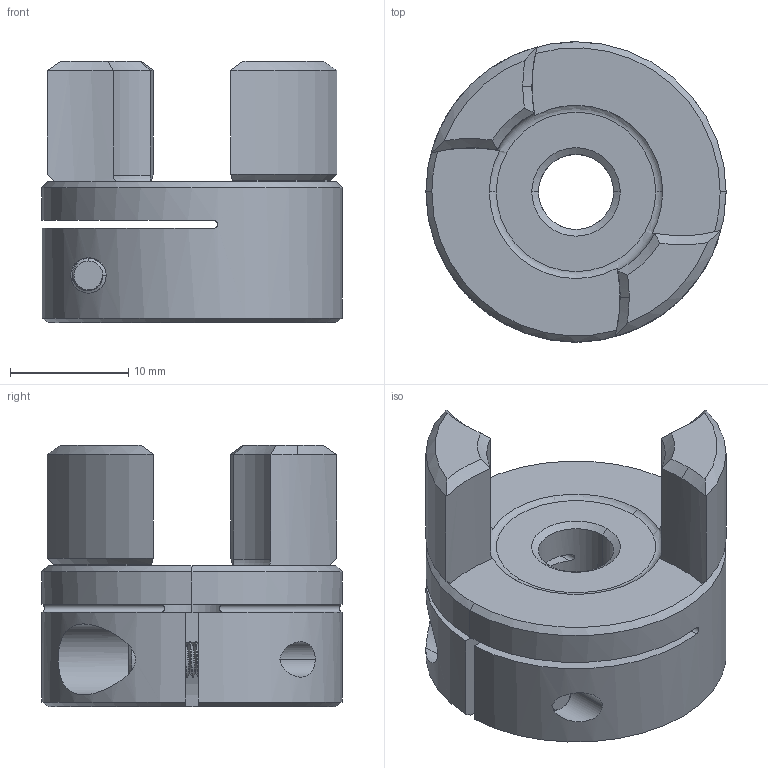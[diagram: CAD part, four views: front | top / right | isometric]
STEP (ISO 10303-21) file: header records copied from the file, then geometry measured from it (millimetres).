
FILE_DESCRIPTION (( 'STEP AP203' ), '1' );
FILE_NAME ('9845T201.STEP', '2019-09-12T15:01:20', ( '' ), ( '' ), 'SwSTEP 2.0', 'SolidWorks 2014', '' );
FILE_SCHEMA (( 'CONFIG_CONTROL_DESIGN' ));
Length unit declared in the file: inch
Products named in the file (1): 9845T201
Bounding box: 25.4 x 25.4 x 22.09 mm (x, y, z)
Volume: 6022 mm3; surface area: 3792.3 mm2
Topology: 2 solids, 2 shells, 131 faces, 339 edges, 214 vertices
Faces by surface type: cylinder 65, cone 34, plane 27, bspline 3, torus 2
Entity records: 6663 total; most frequent: CARTESIAN_POINT 3642, ORIENTED_EDGE 678, DIRECTION 569, EDGE_CURVE 339, AXIS2_PLACEMENT_3D 227, VERTEX_POINT 214, EDGE_LOOP 139, FACE_OUTER_BOUND 131
